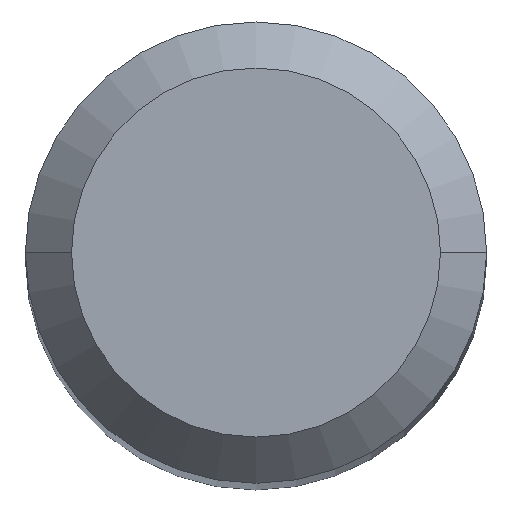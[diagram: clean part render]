
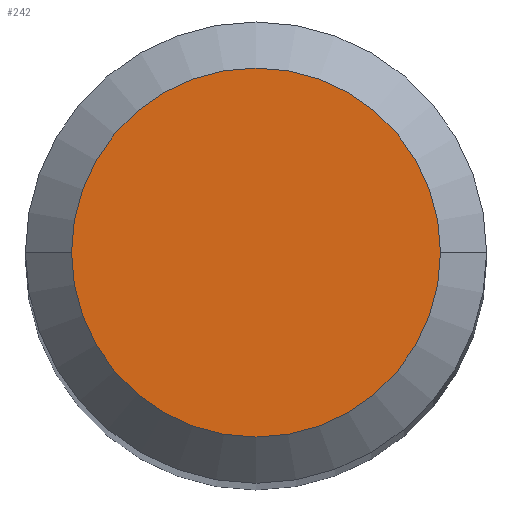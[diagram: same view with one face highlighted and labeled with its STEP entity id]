
A CAD part, top view. The second image highlights one B-rep face of the part: STEP entity #242.
In plain terms, the highlighted planar face has unit normal (0, 0, 1).
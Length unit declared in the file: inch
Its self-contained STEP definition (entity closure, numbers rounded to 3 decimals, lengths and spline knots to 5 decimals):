
#7 = AXIS2_PLACEMENT_3D ( 'NONE', #413, #461, #341 ) ;
#48 = DIRECTION ( 'NONE',  ( 0., 0., 1. ) ) ;
#53 = CARTESIAN_POINT ( 'NONE',  ( 0., 0., 0. ) ) ;
#62 = VERTEX_POINT ( 'NONE', #136 ) ;
#81 = FACE_OUTER_BOUND ( 'NONE', #240, .T. ) ;
#108 = ORIENTED_EDGE ( 'NONE', *, *, #310, .T. ) ;
#116 = DIRECTION ( 'NONE',  ( 1., 0., 0. ) ) ;
#136 = CARTESIAN_POINT ( 'NONE',  ( -0.063, 0., 0. ) ) ;
#148 = DIRECTION ( 'NONE',  ( 0., 0., 1. ) ) ;
#152 = CIRCLE ( 'NONE', #340, 0.063 ) ;
#182 = CARTESIAN_POINT ( 'NONE',  ( 0.063, 0., 0. ) ) ;
#240 = EDGE_LOOP ( 'NONE', ( #108, #380 ) ) ;
#242 = ADVANCED_FACE ( 'NONE', ( #81 ), #415, .F. ) ;
#256 = CARTESIAN_POINT ( 'NONE',  ( 0., 0., 0. ) ) ;
#290 = CIRCLE ( 'NONE', #476, 0.063 ) ;
#303 = DIRECTION ( 'NONE',  ( 1., 0., 0. ) ) ;
#310 = EDGE_CURVE ( 'NONE', #62, #433, #152, .T. ) ;
#340 = AXIS2_PLACEMENT_3D ( 'NONE', #53, #48, #303 ) ;
#341 = DIRECTION ( 'NONE',  ( -1., 0., 0. ) ) ;
#380 = ORIENTED_EDGE ( 'NONE', *, *, #388, .T. ) ;
#388 = EDGE_CURVE ( 'NONE', #433, #62, #290, .T. ) ;
#413 = CARTESIAN_POINT ( 'NONE',  ( 0., 0., 0. ) ) ;
#415 = PLANE ( 'NONE',  #7 ) ;
#433 = VERTEX_POINT ( 'NONE', #182 ) ;
#461 = DIRECTION ( 'NONE',  ( 0., 0., -1. ) ) ;
#476 = AXIS2_PLACEMENT_3D ( 'NONE', #256, #148, #116 ) ;
